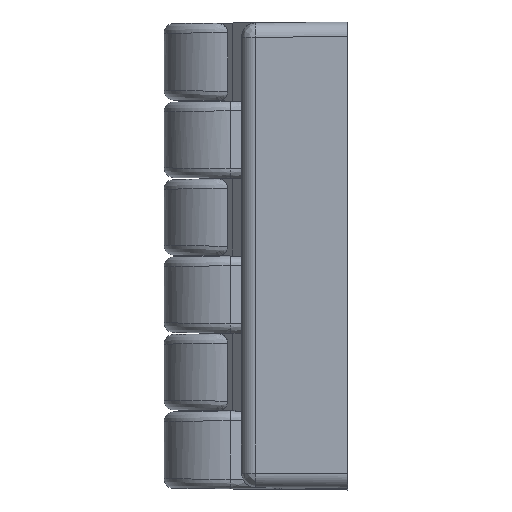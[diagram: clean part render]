
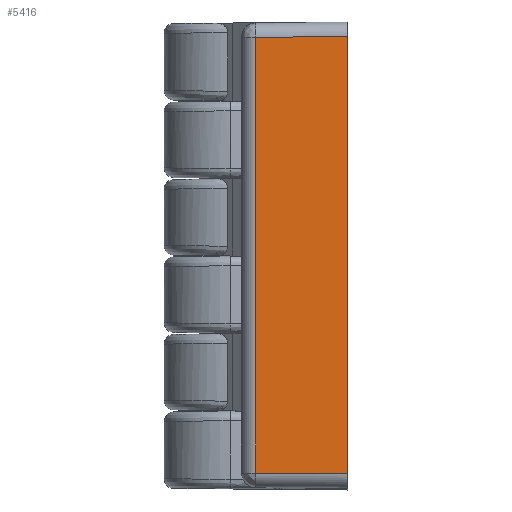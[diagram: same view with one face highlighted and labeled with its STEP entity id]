
A CAD part, left-side view. The second image highlights one B-rep face of the part: STEP entity #5416.
In plain terms, the highlighted planar face has unit normal (-1, 0.009, 0).
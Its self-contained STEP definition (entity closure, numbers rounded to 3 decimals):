
#572 = LINE ( 'NONE', #9687, #9359 ) ;
#831 = VECTOR ( 'NONE', #9686, 1000. ) ;
#859 = LINE ( 'NONE', #1650, #1147 ) ;
#1147 = VECTOR ( 'NONE', #1745, 1000. ) ;
#1607 = ORIENTED_EDGE ( 'NONE', *, *, #8381, .F. ) ;
#1650 = CARTESIAN_POINT ( 'NONE',  ( -26.641, 16.006, 68.065 ) ) ;
#1705 = DIRECTION ( 'NONE',  ( -0.009, -1., -0.009 ) ) ;
#1714 = AXIS2_PLACEMENT_3D ( 'NONE', #6119, #6961, #6161 ) ;
#1745 = DIRECTION ( 'NONE',  ( -0.009, -1., 0.009 ) ) ;
#2012 = ORIENTED_EDGE ( 'NONE', *, *, #4302, .T. ) ;
#2051 = CARTESIAN_POINT ( 'NONE',  ( -26.562, 25.114, 22.984 ) ) ;
#3117 = FACE_OUTER_BOUND ( 'NONE', #6556, .T. ) ;
#3121 = LINE ( 'NONE', #4067, #3172 ) ;
#3172 = VECTOR ( 'NONE', #1705, 1000. ) ;
#3384 = CARTESIAN_POINT ( 'NONE',  ( -26.645, 15.601, 22.901 ) ) ;
#3897 = EDGE_CURVE ( 'NONE', #9799, #6453, #572, .T. ) ;
#4067 = CARTESIAN_POINT ( 'NONE',  ( -26.562, 25.114, 22.984 ) ) ;
#4226 = ORIENTED_EDGE ( 'NONE', *, *, #5815, .T. ) ;
#4302 = EDGE_CURVE ( 'NONE', #8875, #4995, #5829, .T. ) ;
#4727 = PLANE ( 'NONE',  #1714 ) ;
#4995 = VERTEX_POINT ( 'NONE', #2051 ) ;
#5186 = CARTESIAN_POINT ( 'NONE',  ( -26.562, 25.114, 21.401 ) ) ;
#5416 = ADVANCED_FACE ( 'NONE', ( #3117 ), #4727, .T. ) ;
#5815 = EDGE_CURVE ( 'NONE', #4995, #9799, #3121, .T. ) ;
#5829 = LINE ( 'NONE', #5186, #831 ) ;
#5866 = ORIENTED_EDGE ( 'NONE', *, *, #3897, .T. ) ;
#6119 = CARTESIAN_POINT ( 'NONE',  ( -26.645, 15.601, 21.401 ) ) ;
#6161 = DIRECTION ( 'NONE',  ( 0.009, 1., 0. ) ) ;
#6453 = VERTEX_POINT ( 'NONE', #7956 ) ;
#6556 = EDGE_LOOP ( 'NONE', ( #2012, #4226, #5866, #1607 ) ) ;
#6793 = CARTESIAN_POINT ( 'NONE',  ( -26.562, 25.114, 67.986 ) ) ;
#6961 = DIRECTION ( 'NONE',  ( -1., 0.009, 0. ) ) ;
#7956 = CARTESIAN_POINT ( 'NONE',  ( -26.645, 15.601, 68.069 ) ) ;
#8134 = DIRECTION ( 'NONE',  ( 0., 0., 1. ) ) ;
#8381 = EDGE_CURVE ( 'NONE', #8875, #6453, #859, .T. ) ;
#8875 = VERTEX_POINT ( 'NONE', #6793 ) ;
#9359 = VECTOR ( 'NONE', #8134, 1000. ) ;
#9686 = DIRECTION ( 'NONE',  ( 0., 0., -1. ) ) ;
#9687 = CARTESIAN_POINT ( 'NONE',  ( -26.645, 15.601, 21.401 ) ) ;
#9799 = VERTEX_POINT ( 'NONE', #3384 ) ;
